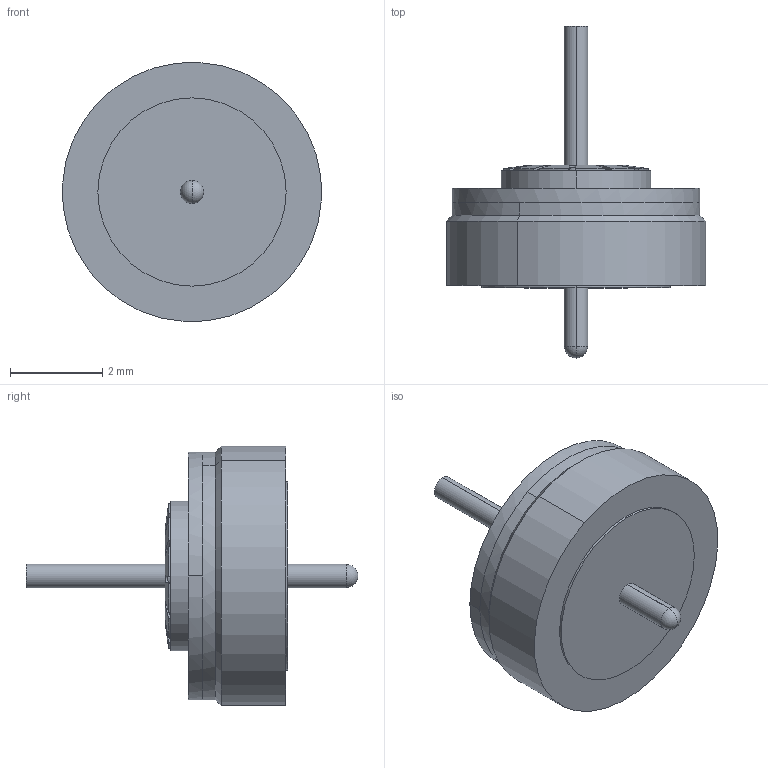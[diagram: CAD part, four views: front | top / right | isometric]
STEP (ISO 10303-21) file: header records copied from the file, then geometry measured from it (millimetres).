
FILE_DESCRIPTION (( 'STEP AP214' ), '1' );
FILE_NAME ('922-00001-X.STEP', '2024-01-04T00:06:21', ( '' ), ( '' ), 'SwSTEP 2.0', 'SolidWorks 2020', '' );
FILE_SCHEMA (( 'AUTOMOTIVE_DESIGN' ));
Length unit declared in the file: inch
Products named in the file (2): 922-00001-X; Group1^922-00001-X
Assembly tree (1 placements, depth 2):
  922-00001-X
    Group1^922-00001-X
Bounding box: 5.63 x 7.21 x 5.63 mm (x, y, z)
Volume: 57.8 mm3; surface area: 123.5 mm2
Topology: 2 solids, 2 shells, 90 faces, 239 edges, 156 vertices
Faces by surface type: cylinder 35, plane 33, cone 18, sphere 4
Entity records: 4772 total; most frequent: CARTESIAN_POINT 1473, ORIENTED_EDGE 462, DIRECTION 381, EDGE_CURVE 231, AXIS2_PLACEMENT_3D 164, VERTEX_POINT 152, B_SPLINE_CURVE_WITH_KNOTS 108, EDGE_LOOP 97
